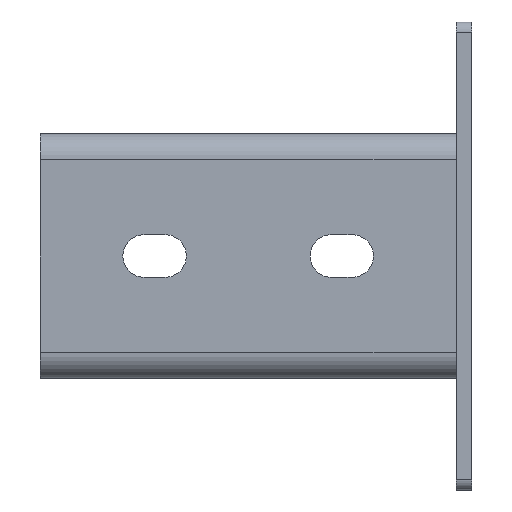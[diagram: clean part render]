
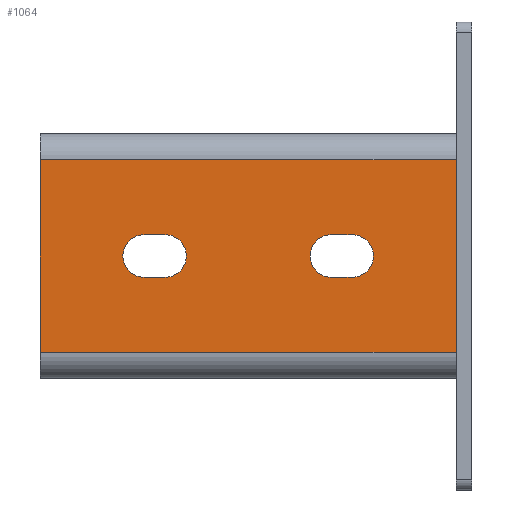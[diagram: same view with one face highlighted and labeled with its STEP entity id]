
A CAD part, left-side view. The second image highlights one B-rep face of the part: STEP entity #1064.
In plain terms, the highlighted planar face has unit normal (-1, 0, 0).
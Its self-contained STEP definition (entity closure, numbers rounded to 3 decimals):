
#24 = VECTOR ( 'NONE', #1934, 1000. ) ;
#25 = CARTESIAN_POINT ( 'NONE',  ( -6., 24., 0. ) ) ;
#44 = EDGE_CURVE ( 'NONE', #1269, #377, #224, .T. ) ;
#75 = EDGE_CURVE ( 'NONE', #1762, #1046, #1174, .T. ) ;
#79 = LINE ( 'NONE', #426, #898 ) ;
#81 = DIRECTION ( 'NONE',  ( 0., 0., -1. ) ) ;
#104 = VECTOR ( 'NONE', #1044, 1000. ) ;
#122 = EDGE_CURVE ( 'NONE', #1152, #2146, #79, .T. ) ;
#138 = DIRECTION ( 'NONE',  ( 0., 1., 0. ) ) ;
#139 = VERTEX_POINT ( 'NONE', #266 ) ;
#176 = LINE ( 'NONE', #1202, #1624 ) ;
#178 = AXIS2_PLACEMENT_3D ( 'NONE', #348, #535, #1859 ) ;
#207 = ORIENTED_EDGE ( 'NONE', *, *, #590, .T. ) ;
#211 = CIRCLE ( 'NONE', #487, 4.1 ) ;
#218 = DIRECTION ( 'NONE',  ( 0., 0., -1. ) ) ;
#224 = LINE ( 'NONE', #1188, #24 ) ;
#228 = ORIENTED_EDGE ( 'NONE', *, *, #1596, .F. ) ;
#239 = CARTESIAN_POINT ( 'NONE',  ( -6., 56., 0. ) ) ;
#249 = CARTESIAN_POINT ( 'NONE',  ( -6., 60., -4.1 ) ) ;
#266 = CARTESIAN_POINT ( 'NONE',  ( -6., 60., 4.1 ) ) ;
#267 = DIRECTION ( 'NONE',  ( 0., 0., -1. ) ) ;
#304 = CIRCLE ( 'NONE', #178, 4.1 ) ;
#305 = LINE ( 'NONE', #346, #1667 ) ;
#320 = VERTEX_POINT ( 'NONE', #1621 ) ;
#335 = ORIENTED_EDGE ( 'NONE', *, *, #1605, .F. ) ;
#339 = ORIENTED_EDGE ( 'NONE', *, *, #2392, .T. ) ;
#346 = CARTESIAN_POINT ( 'NONE',  ( -6., 20., 4.1 ) ) ;
#348 = CARTESIAN_POINT ( 'NONE',  ( -6., 60., 0. ) ) ;
#351 = AXIS2_PLACEMENT_3D ( 'NONE', #239, #1574, #1015 ) ;
#357 = DIRECTION ( 'NONE',  ( -1., 0., 0. ) ) ;
#377 = VERTEX_POINT ( 'NONE', #1423 ) ;
#388 = CARTESIAN_POINT ( 'NONE',  ( -6., 24., -4.1 ) ) ;
#426 = CARTESIAN_POINT ( 'NONE',  ( -6., -3., -9.25 ) ) ;
#462 = EDGE_LOOP ( 'NONE', ( #335, #228, #632, #339, #1614, #554, #761, #207 ) ) ;
#471 = VECTOR ( 'NONE', #1970, 1000. ) ;
#472 = VERTEX_POINT ( 'NONE', #1796 ) ;
#487 = AXIS2_PLACEMENT_3D ( 'NONE', #1814, #842, #1794 ) ;
#525 = VECTOR ( 'NONE', #218, 1000. ) ;
#528 = EDGE_CURVE ( 'NONE', #1387, #1230, #305, .T. ) ;
#535 = DIRECTION ( 'NONE',  ( -1., 0., 0. ) ) ;
#554 = ORIENTED_EDGE ( 'NONE', *, *, #122, .F. ) ;
#563 = DIRECTION ( 'NONE',  ( 0., 0., 1. ) ) ;
#590 = EDGE_CURVE ( 'NONE', #722, #472, #1898, .T. ) ;
#609 = VECTOR ( 'NONE', #1746, 1000. ) ;
#632 = ORIENTED_EDGE ( 'NONE', *, *, #1604, .T. ) ;
#635 = DIRECTION ( 'NONE',  ( 0., 1., 0. ) ) ;
#643 = CARTESIAN_POINT ( 'NONE',  ( -6., 60., 4.1 ) ) ;
#648 = DIRECTION ( 'NONE',  ( 0., 0., 1. ) ) ;
#705 = DIRECTION ( 'NONE',  ( 0., 1., 0. ) ) ;
#707 = CARTESIAN_POINT ( 'NONE',  ( -6., 80., -18.5 ) ) ;
#722 = VERTEX_POINT ( 'NONE', #1141 ) ;
#761 = ORIENTED_EDGE ( 'NONE', *, *, #996, .F. ) ;
#815 = CARTESIAN_POINT ( 'NONE',  ( -6., 80., -20.5 ) ) ;
#842 = DIRECTION ( 'NONE',  ( -1., 0., 0. ) ) ;
#870 = EDGE_CURVE ( 'NONE', #974, #1762, #1684, .T. ) ;
#872 = EDGE_CURVE ( 'NONE', #2146, #1024, #1124, .T. ) ;
#874 = CARTESIAN_POINT ( 'NONE',  ( -6., 56., -4.1 ) ) ;
#898 = VECTOR ( 'NONE', #635, 1000. ) ;
#917 = AXIS2_PLACEMENT_3D ( 'NONE', #2189, #2165, #648 ) ;
#973 = FACE_BOUND ( 'NONE', #1848, .T. ) ;
#974 = VERTEX_POINT ( 'NONE', #249 ) ;
#996 = EDGE_CURVE ( 'NONE', #722, #1152, #176, .T. ) ;
#1015 = DIRECTION ( 'NONE',  ( 0., 0., -1. ) ) ;
#1016 = LINE ( 'NONE', #707, #1953 ) ;
#1024 = VERTEX_POINT ( 'NONE', #1406 ) ;
#1036 = EDGE_CURVE ( 'NONE', #1046, #139, #1333, .T. ) ;
#1037 = CARTESIAN_POINT ( 'NONE',  ( -6., 0., -20.5 ) ) ;
#1044 = DIRECTION ( 'NONE',  ( 0., -1., 0. ) ) ;
#1046 = VERTEX_POINT ( 'NONE', #1939 ) ;
#1053 = EDGE_CURVE ( 'NONE', #377, #1387, #211, .T. ) ;
#1064 = ADVANCED_FACE ( 'NONE', ( #973, #1239, #2148 ), #1234, .T. ) ;
#1109 = LINE ( 'NONE', #1037, #1609 ) ;
#1118 = VERTEX_POINT ( 'NONE', #1821 ) ;
#1124 = LINE ( 'NONE', #1728, #525 ) ;
#1128 = ORIENTED_EDGE ( 'NONE', *, *, #44, .F. ) ;
#1141 = CARTESIAN_POINT ( 'NONE',  ( -6., -3., 9.25 ) ) ;
#1152 = VERTEX_POINT ( 'NONE', #2183 ) ;
#1158 = VERTEX_POINT ( 'NONE', #2055 ) ;
#1168 = VECTOR ( 'NONE', #138, 1000. ) ;
#1174 = CIRCLE ( 'NONE', #351, 4.1 ) ;
#1188 = CARTESIAN_POINT ( 'NONE',  ( -6., 20., -4.1 ) ) ;
#1202 = CARTESIAN_POINT ( 'NONE',  ( -6., -3., -9.25 ) ) ;
#1206 = DIRECTION ( 'NONE',  ( 0., 0., -1. ) ) ;
#1230 = VERTEX_POINT ( 'NONE', #2030 ) ;
#1231 = ORIENTED_EDGE ( 'NONE', *, *, #870, .F. ) ;
#1234 = PLANE ( 'NONE',  #917 ) ;
#1239 = FACE_BOUND ( 'NONE', #2028, .T. ) ;
#1269 = VERTEX_POINT ( 'NONE', #388 ) ;
#1285 = CARTESIAN_POINT ( 'NONE',  ( -6., -3., 9.25 ) ) ;
#1311 = EDGE_CURVE ( 'NONE', #1230, #1269, #1625, .T. ) ;
#1333 = LINE ( 'NONE', #643, #471 ) ;
#1387 = VERTEX_POINT ( 'NONE', #2271 ) ;
#1406 = CARTESIAN_POINT ( 'NONE',  ( -6., 0., -18.5 ) ) ;
#1423 = CARTESIAN_POINT ( 'NONE',  ( -6., 20., -4.1 ) ) ;
#1554 = CARTESIAN_POINT ( 'NONE',  ( -6., 60., -4.1 ) ) ;
#1574 = DIRECTION ( 'NONE',  ( -1., 0., 0. ) ) ;
#1596 = EDGE_CURVE ( 'NONE', #320, #1118, #2081, .T. ) ;
#1604 = EDGE_CURVE ( 'NONE', #320, #1158, #2105, .T. ) ;
#1605 = EDGE_CURVE ( 'NONE', #1118, #472, #1109, .T. ) ;
#1609 = VECTOR ( 'NONE', #267, 1000. ) ;
#1614 = ORIENTED_EDGE ( 'NONE', *, *, #872, .F. ) ;
#1621 = CARTESIAN_POINT ( 'NONE',  ( -6., 80., 18.5 ) ) ;
#1624 = VECTOR ( 'NONE', #81, 1000. ) ;
#1625 = CIRCLE ( 'NONE', #1634, 4.1 ) ;
#1634 = AXIS2_PLACEMENT_3D ( 'NONE', #25, #357, #563 ) ;
#1667 = VECTOR ( 'NONE', #705, 1000. ) ;
#1684 = LINE ( 'NONE', #1554, #609 ) ;
#1728 = CARTESIAN_POINT ( 'NONE',  ( -6., 0., -20.5 ) ) ;
#1746 = DIRECTION ( 'NONE',  ( 0., -1., 0. ) ) ;
#1762 = VERTEX_POINT ( 'NONE', #874 ) ;
#1786 = VECTOR ( 'NONE', #1206, 1000. ) ;
#1794 = DIRECTION ( 'NONE',  ( 0., 0., 1. ) ) ;
#1796 = CARTESIAN_POINT ( 'NONE',  ( -6., 0., 9.25 ) ) ;
#1814 = CARTESIAN_POINT ( 'NONE',  ( -6., 20., 0. ) ) ;
#1821 = CARTESIAN_POINT ( 'NONE',  ( -6., 0., 18.5 ) ) ;
#1848 = EDGE_LOOP ( 'NONE', ( #2385, #2261, #2234, #1231 ) ) ;
#1849 = DIRECTION ( 'NONE',  ( 0., -1., 0. ) ) ;
#1859 = DIRECTION ( 'NONE',  ( 0., 0., -1. ) ) ;
#1881 = ORIENTED_EDGE ( 'NONE', *, *, #1053, .F. ) ;
#1897 = CARTESIAN_POINT ( 'NONE',  ( -6., 0., -9.25 ) ) ;
#1898 = LINE ( 'NONE', #1285, #1168 ) ;
#1934 = DIRECTION ( 'NONE',  ( 0., -1., 0. ) ) ;
#1939 = CARTESIAN_POINT ( 'NONE',  ( -6., 56., 4.1 ) ) ;
#1953 = VECTOR ( 'NONE', #1849, 1000. ) ;
#1970 = DIRECTION ( 'NONE',  ( 0., 1., 0. ) ) ;
#2028 = EDGE_LOOP ( 'NONE', ( #1881, #1128, #2270, #2092 ) ) ;
#2030 = CARTESIAN_POINT ( 'NONE',  ( -6., 24., 4.1 ) ) ;
#2055 = CARTESIAN_POINT ( 'NONE',  ( -6., 80., -18.5 ) ) ;
#2081 = LINE ( 'NONE', #2347, #104 ) ;
#2092 = ORIENTED_EDGE ( 'NONE', *, *, #528, .F. ) ;
#2105 = LINE ( 'NONE', #815, #1786 ) ;
#2146 = VERTEX_POINT ( 'NONE', #1897 ) ;
#2148 = FACE_OUTER_BOUND ( 'NONE', #462, .T. ) ;
#2165 = DIRECTION ( 'NONE',  ( -1., 0., 0. ) ) ;
#2183 = CARTESIAN_POINT ( 'NONE',  ( -6., -3., -9.25 ) ) ;
#2189 = CARTESIAN_POINT ( 'NONE',  ( -6., 80., -20.5 ) ) ;
#2234 = ORIENTED_EDGE ( 'NONE', *, *, #75, .F. ) ;
#2261 = ORIENTED_EDGE ( 'NONE', *, *, #1036, .F. ) ;
#2270 = ORIENTED_EDGE ( 'NONE', *, *, #1311, .F. ) ;
#2271 = CARTESIAN_POINT ( 'NONE',  ( -6., 20., 4.1 ) ) ;
#2312 = EDGE_CURVE ( 'NONE', #139, #974, #304, .T. ) ;
#2347 = CARTESIAN_POINT ( 'NONE',  ( -6., 80., 18.5 ) ) ;
#2385 = ORIENTED_EDGE ( 'NONE', *, *, #2312, .F. ) ;
#2392 = EDGE_CURVE ( 'NONE', #1158, #1024, #1016, .T. ) ;
